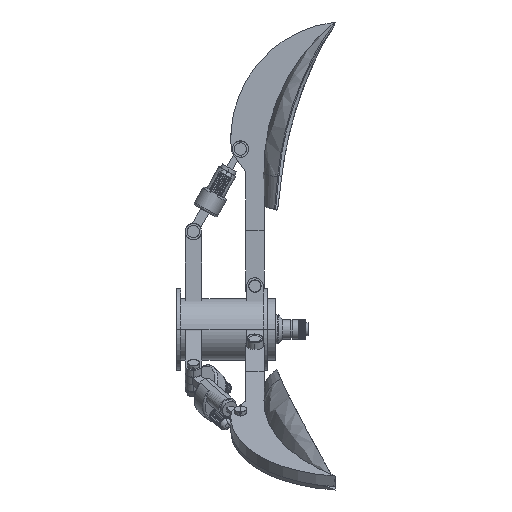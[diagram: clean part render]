
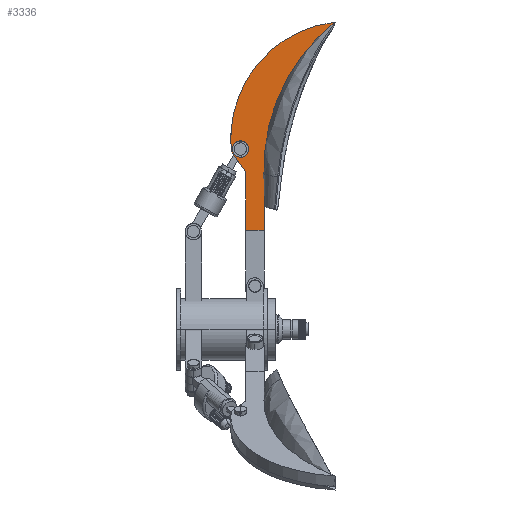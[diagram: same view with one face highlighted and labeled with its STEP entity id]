
A CAD part, left-side view. The second image highlights one B-rep face of the part: STEP entity #3336.
In plain terms, the highlighted free-form (B-spline) face has degree [1, 1] with [2, 2] control points.
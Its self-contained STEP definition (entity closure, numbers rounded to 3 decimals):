
#2896 = VERTEX_POINT('',#2897);
#2897 = CARTESIAN_POINT('',(32.99,56.989,
    143.847));
#2915 = VERTEX_POINT('',#2916);
#2916 = CARTESIAN_POINT('',(32.99,56.988,
    151.519));
#2921 = EDGE_CURVE('',#2915,#2896,#2922,.T.);
#2922 = ( BOUNDED_CURVE() B_SPLINE_CURVE(2,(#2923,#2924,#2925,#2926,
#2927),.UNSPECIFIED.,.F.,.F.) B_SPLINE_CURVE_WITH_KNOTS((3,2,3),(
    3.142,4.712,6.283),
.PIECEWISE_BEZIER_KNOTS.) CURVE() GEOMETRIC_REPRESENTATION_ITEM() 
RATIONAL_B_SPLINE_CURVE((1.,0.707,1.,0.707,1.)) 
REPRESENTATION_ITEM('') );
#2923 = CARTESIAN_POINT('',(32.99,56.988,
    151.519));
#2924 = CARTESIAN_POINT('',(32.99,53.152,
    151.519));
#2925 = CARTESIAN_POINT('',(32.99,53.152,
    147.683));
#2926 = CARTESIAN_POINT('',(32.99,53.153,
    143.847));
#2927 = CARTESIAN_POINT('',(32.99,56.989,
    143.847));
#3060 = VERTEX_POINT('',#3061);
#3061 = CARTESIAN_POINT('',(32.991,62.538,
    145.85));
#3066 = EDGE_CURVE('',#3067,#3060,#3069,.T.);
#3067 = VERTEX_POINT('',#3068);
#3068 = CARTESIAN_POINT('',(32.981,-1.956,
    226.761));
#3069 = ( BOUNDED_CURVE() B_SPLINE_CURVE(2,(#3070,#3071,#3072),
.UNSPECIFIED.,.F.,.F.) B_SPLINE_CURVE_WITH_KNOTS((3,3),(0.113,
1.683),.PIECEWISE_BEZIER_KNOTS.) CURVE() 
GEOMETRIC_REPRESENTATION_ITEM() RATIONAL_B_SPLINE_CURVE((1.,
0.707,1.)) REPRESENTATION_ITEM('') );
#3070 = CARTESIAN_POINT('',(32.981,-1.956,
    226.761));
#3071 = CARTESIAN_POINT('',(32.992,70.746,
    218.553));
#3072 = CARTESIAN_POINT('',(32.991,62.538,
    145.85));
#3107 = VERTEX_POINT('',#3108);
#3108 = CARTESIAN_POINT('',(32.988,42.241,
    132.312));
#3113 = EDGE_CURVE('',#3107,#3067,#3114,.T.);
#3114 = ( BOUNDED_CURVE() B_SPLINE_CURVE(2,(#3115,#3116,#3117),
.UNSPECIFIED.,.F.,.F.) B_SPLINE_CURVE_WITH_KNOTS((3,3),(1.54,
2.476),.PIECEWISE_BEZIER_KNOTS.) CURVE() 
GEOMETRIC_REPRESENTATION_ITEM() RATIONAL_B_SPLINE_CURVE((1.,
0.893,1.)) REPRESENTATION_ITEM('') );
#3115 = CARTESIAN_POINT('',(32.988,42.241,
    132.312));
#3116 = CARTESIAN_POINT('',(32.988,44.007,
    190.704));
#3117 = CARTESIAN_POINT('',(32.981,-1.956,
    226.761));
#3197 = VERTEX_POINT('',#3198);
#3198 = CARTESIAN_POINT('',(32.99,53.75,
    133.638));
#3203 = EDGE_CURVE('',#3197,#3060,#3204,.T.);
#3204 = B_SPLINE_CURVE_WITH_KNOTS('',1,(#3205,#3206),.UNSPECIFIED.,.F.,
  .F.,(2,2),(0.,11.766),.PIECEWISE_BEZIER_KNOTS.);
#3205 = CARTESIAN_POINT('',(32.99,53.75,
    133.638));
#3206 = CARTESIAN_POINT('',(32.991,62.538,
    145.85));
#3230 = EDGE_CURVE('',#3231,#3107,#3233,.T.);
#3231 = VERTEX_POINT('',#3232);
#3232 = CARTESIAN_POINT('',(32.988,42.244,
    97.024));
#3233 = B_SPLINE_CURVE_WITH_KNOTS('',1,(#3234,#3235),.UNSPECIFIED.,.F.,
  .F.,(2,2),(31.632,59.227),.PIECEWISE_BEZIER_KNOTS.);
#3234 = CARTESIAN_POINT('',(32.988,42.244,
    97.024));
#3235 = CARTESIAN_POINT('',(32.988,42.241,
    132.312));
#3285 = VERTEX_POINT('',#3286);
#3286 = CARTESIAN_POINT('',(32.99,53.752,
    97.025));
#3291 = EDGE_CURVE('',#3285,#3197,#3292,.T.);
#3292 = B_SPLINE_CURVE_WITH_KNOTS('',1,(#3293,#3294),.UNSPECIFIED.,.F.,
  .F.,(2,2),(31.632,60.263),.PIECEWISE_BEZIER_KNOTS.);
#3293 = CARTESIAN_POINT('',(32.99,53.752,
    97.025));
#3294 = CARTESIAN_POINT('',(32.99,53.75,
    133.638));
#3336 = ADVANCED_FACE('',(#3337,#3349),#3360,.T.);
#3337 = FACE_BOUND('',#3338,.T.);
#3338 = EDGE_LOOP('',(#3339,#3344,#3345,#3346,#3347,#3348));
#3339 = ORIENTED_EDGE('',*,*,#3340,.F.);
#3340 = EDGE_CURVE('',#3231,#3285,#3341,.T.);
#3341 = B_SPLINE_CURVE_WITH_KNOTS('',1,(#3342,#3343),.UNSPECIFIED.,.F.,
  .F.,(2,2),(1.,10.),.PIECEWISE_BEZIER_KNOTS.);
#3342 = CARTESIAN_POINT('',(32.988,42.244,
    97.024));
#3343 = CARTESIAN_POINT('',(32.99,53.752,
    97.025));
#3344 = ORIENTED_EDGE('',*,*,#3230,.T.);
#3345 = ORIENTED_EDGE('',*,*,#3113,.T.);
#3346 = ORIENTED_EDGE('',*,*,#3066,.T.);
#3347 = ORIENTED_EDGE('',*,*,#3203,.F.);
#3348 = ORIENTED_EDGE('',*,*,#3291,.F.);
#3349 = FACE_BOUND('',#3350,.T.);
#3350 = EDGE_LOOP('',(#3351,#3359));
#3351 = ORIENTED_EDGE('',*,*,#3352,.T.);
#3352 = EDGE_CURVE('',#2896,#2915,#3353,.T.);
#3353 = ( BOUNDED_CURVE() B_SPLINE_CURVE(2,(#3354,#3355,#3356,#3357,
#3358),.UNSPECIFIED.,.F.,.F.) B_SPLINE_CURVE_WITH_KNOTS((3,2,3),(0.,
1.571,3.142),.PIECEWISE_BEZIER_KNOTS.) CURVE() 
GEOMETRIC_REPRESENTATION_ITEM() RATIONAL_B_SPLINE_CURVE((1.,
0.707,1.,0.707,1.)) REPRESENTATION_ITEM('') );
#3354 = CARTESIAN_POINT('',(32.99,56.989,
    143.847));
#3355 = CARTESIAN_POINT('',(32.991,60.825,
    143.847));
#3356 = CARTESIAN_POINT('',(32.991,60.825,
    147.683));
#3357 = CARTESIAN_POINT('',(32.991,60.824,
    151.52));
#3358 = CARTESIAN_POINT('',(32.99,56.988,
    151.519));
#3359 = ORIENTED_EDGE('',*,*,#2921,.T.);
#3360 = B_SPLINE_SURFACE_WITH_KNOTS('',1,1,(
    (#3361,#3362)
    ,(#3363,#3364
    )),.UNSPECIFIED.,.F.,.F.,.F.,(2,2),(2,2),(-44.605,
    56.854),(6.424,57.216),
  .PIECEWISE_BEZIER_KNOTS.);
#3361 = CARTESIAN_POINT('',(32.981,-1.946,
    97.021));
#3362 = CARTESIAN_POINT('',(32.991,63.004,
    97.026));
#3363 = CARTESIAN_POINT('',(32.981,-1.956,
    226.761));
#3364 = CARTESIAN_POINT('',(32.991,62.994,
    226.766));
